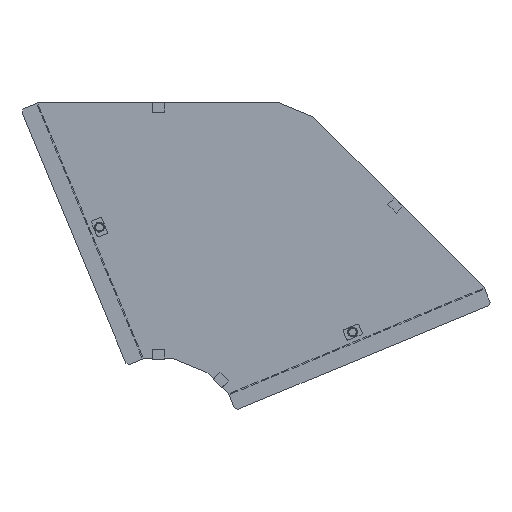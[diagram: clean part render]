
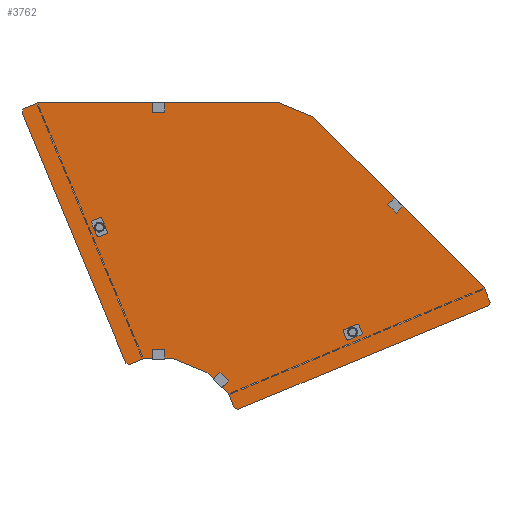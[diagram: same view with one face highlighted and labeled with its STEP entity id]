
A CAD part, top view. The second image highlights one B-rep face of the part: STEP entity #3762.
In plain terms, the highlighted planar face has unit normal (0, 0, 1).
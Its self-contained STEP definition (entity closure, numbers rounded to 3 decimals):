
#260=FACE_OUTER_BOUND('',#442,.T.);
#442=EDGE_LOOP('',(#3089,#3090,#3091,#3092,#3093,#3094,#3095,#3096,#3097,
#3098,#3099,#3100,#3101,#3102,#3103,#3104));
#793=LINE('',#5849,#1349);
#794=LINE('',#5851,#1350);
#795=LINE('',#5853,#1351);
#796=LINE('',#5855,#1352);
#797=LINE('',#5857,#1353);
#798=LINE('',#5859,#1354);
#799=LINE('',#5861,#1355);
#800=LINE('',#5863,#1356);
#801=LINE('',#5865,#1357);
#802=LINE('',#5867,#1358);
#803=LINE('',#5869,#1359);
#804=LINE('',#5871,#1360);
#805=LINE('',#5873,#1361);
#806=LINE('',#5875,#1362);
#807=LINE('',#5877,#1363);
#808=LINE('',#5878,#1364);
#1349=VECTOR('',#4732,1.);
#1350=VECTOR('',#4733,1.);
#1351=VECTOR('',#4734,1.);
#1352=VECTOR('',#4735,1.);
#1353=VECTOR('',#4736,1.);
#1354=VECTOR('',#4737,1.);
#1355=VECTOR('',#4738,1.);
#1356=VECTOR('',#4739,10.);
#1357=VECTOR('',#4740,1.);
#1358=VECTOR('',#4741,1.);
#1359=VECTOR('',#4742,1.);
#1360=VECTOR('',#4743,1.);
#1361=VECTOR('',#4744,1.);
#1362=VECTOR('',#4745,1.);
#1363=VECTOR('',#4746,1.);
#1364=VECTOR('',#4747,10.);
#1909=VERTEX_POINT('',#5847);
#1910=VERTEX_POINT('',#5848);
#1911=VERTEX_POINT('',#5850);
#1912=VERTEX_POINT('',#5852);
#1913=VERTEX_POINT('',#5854);
#1914=VERTEX_POINT('',#5856);
#1915=VERTEX_POINT('',#5858);
#1916=VERTEX_POINT('',#5860);
#1917=VERTEX_POINT('',#5862);
#1918=VERTEX_POINT('',#5864);
#1919=VERTEX_POINT('',#5866);
#1920=VERTEX_POINT('',#5868);
#1921=VERTEX_POINT('',#5870);
#1922=VERTEX_POINT('',#5872);
#1923=VERTEX_POINT('',#5874);
#1924=VERTEX_POINT('',#5876);
#2449=EDGE_CURVE('',#1909,#1910,#793,.T.);
#2450=EDGE_CURVE('',#1910,#1911,#794,.T.);
#2451=EDGE_CURVE('',#1912,#1911,#795,.T.);
#2452=EDGE_CURVE('',#1913,#1912,#796,.T.);
#2453=EDGE_CURVE('',#1913,#1914,#797,.T.);
#2454=EDGE_CURVE('',#1915,#1914,#798,.T.);
#2455=EDGE_CURVE('',#1916,#1915,#799,.T.);
#2456=EDGE_CURVE('',#1917,#1916,#800,.T.);
#2457=EDGE_CURVE('',#1917,#1918,#801,.T.);
#2458=EDGE_CURVE('',#1918,#1919,#802,.T.);
#2459=EDGE_CURVE('',#1920,#1919,#803,.T.);
#2460=EDGE_CURVE('',#1920,#1921,#804,.T.);
#2461=EDGE_CURVE('',#1921,#1922,#805,.T.);
#2462=EDGE_CURVE('',#1922,#1923,#806,.T.);
#2463=EDGE_CURVE('',#1924,#1923,#807,.T.);
#2464=EDGE_CURVE('',#1924,#1909,#808,.T.);
#3089=ORIENTED_EDGE('',*,*,#2449,.T.);
#3090=ORIENTED_EDGE('',*,*,#2450,.T.);
#3091=ORIENTED_EDGE('',*,*,#2451,.F.);
#3092=ORIENTED_EDGE('',*,*,#2452,.F.);
#3093=ORIENTED_EDGE('',*,*,#2453,.T.);
#3094=ORIENTED_EDGE('',*,*,#2454,.F.);
#3095=ORIENTED_EDGE('',*,*,#2455,.F.);
#3096=ORIENTED_EDGE('',*,*,#2456,.F.);
#3097=ORIENTED_EDGE('',*,*,#2457,.T.);
#3098=ORIENTED_EDGE('',*,*,#2458,.T.);
#3099=ORIENTED_EDGE('',*,*,#2459,.F.);
#3100=ORIENTED_EDGE('',*,*,#2460,.T.);
#3101=ORIENTED_EDGE('',*,*,#2461,.T.);
#3102=ORIENTED_EDGE('',*,*,#2462,.T.);
#3103=ORIENTED_EDGE('',*,*,#2463,.F.);
#3104=ORIENTED_EDGE('',*,*,#2464,.T.);
#3582=PLANE('',#4167);
#3762=ADVANCED_FACE('',(#260),#3582,.T.);
#4167=AXIS2_PLACEMENT_3D('',#5846,#4730,#4731);
#4730=DIRECTION('center_axis',(0.,0.,1.));
#4731=DIRECTION('ref_axis',(-1.,0.,0.));
#4732=DIRECTION('',(1.,0.,0.));
#4733=DIRECTION('',(0.924,-0.383,0.));
#4734=DIRECTION('',(-0.707,0.707,0.));
#4735=DIRECTION('',(-0.383,0.924,0.));
#4736=DIRECTION('',(0.924,-0.383,0.));
#4737=DIRECTION('',(-0.924,-0.383,0.));
#4738=DIRECTION('',(-0.383,-0.924,0.));
#4739=DIRECTION('',(0.383,-0.924,0.));
#4740=DIRECTION('',(-0.707,0.707,0.));
#4741=DIRECTION('',(-0.924,0.383,0.));
#4742=DIRECTION('',(1.,0.,0.));
#4743=DIRECTION('',(-0.924,-0.383,0.));
#4744=DIRECTION('',(-0.383,-0.924,0.));
#4745=DIRECTION('',(0.383,-0.924,0.));
#4746=DIRECTION('',(-0.924,0.383,0.));
#4747=DIRECTION('',(0.924,0.383,0.));
#5846=CARTESIAN_POINT('Origin',(581.084,221.876,-0.2));
#5847=CARTESIAN_POINT('',(0.836,110.154,-0.2));
#5848=CARTESIAN_POINT('',(55.736,110.154,-0.2));
#5849=CARTESIAN_POINT('',(48.111,110.154,-0.2));
#5850=CARTESIAN_POINT('',(115.973,85.203,-0.2));
#5851=CARTESIAN_POINT('',(70.795,103.916,-0.2));
#5852=CARTESIAN_POINT('',(154.793,46.383,-0.2));
#5853=CARTESIAN_POINT('',(121.364,79.811,-0.2));
#5854=CARTESIAN_POINT('',(165.355,20.884,-0.2));
#5855=CARTESIAN_POINT('',(160.074,33.633,-0.2));
#5856=CARTESIAN_POINT('',(171.888,18.178,-0.2));
#5857=CARTESIAN_POINT('',(168.621,19.531,-0.2));
#5858=CARTESIAN_POINT('',(626.436,206.458,-0.2));
#5859=CARTESIAN_POINT('',(399.162,112.318,-0.2));
#5860=CARTESIAN_POINT('',(629.142,212.991,-0.2));
#5861=CARTESIAN_POINT('',(627.789,209.724,-0.2));
#5862=CARTESIAN_POINT('',(618.58,238.49,-0.2));
#5863=CARTESIAN_POINT('',(618.58,238.49,-0.2));
#5864=CARTESIAN_POINT('',(308.08,548.99,-0.2));
#5865=CARTESIAN_POINT('',(381.392,475.679,-0.2));
#5866=CARTESIAN_POINT('',(247.843,573.941,-0.2));
#5867=CARTESIAN_POINT('',(262.902,567.704,-0.2));
#5868=CARTESIAN_POINT('',(-191.271,573.941,-0.2));
#5869=CARTESIAN_POINT('',(-87.593,573.941,-0.2));
#5870=CARTESIAN_POINT('',(-216.77,563.379,-0.2));
#5871=CARTESIAN_POINT('',(-204.021,568.66,-0.2));
#5872=CARTESIAN_POINT('',(-219.476,556.846,-0.2));
#5873=CARTESIAN_POINT('',(-218.123,560.113,-0.2));
#5874=CARTESIAN_POINT('',(-31.196,102.298,-0.2));
#5875=CARTESIAN_POINT('',(-125.336,329.572,-0.2));
#5876=CARTESIAN_POINT('',(-24.663,99.592,-0.2));
#5877=CARTESIAN_POINT('',(-27.93,100.945,-0.2));
#5878=CARTESIAN_POINT('',(-24.663,99.592,-0.2));
